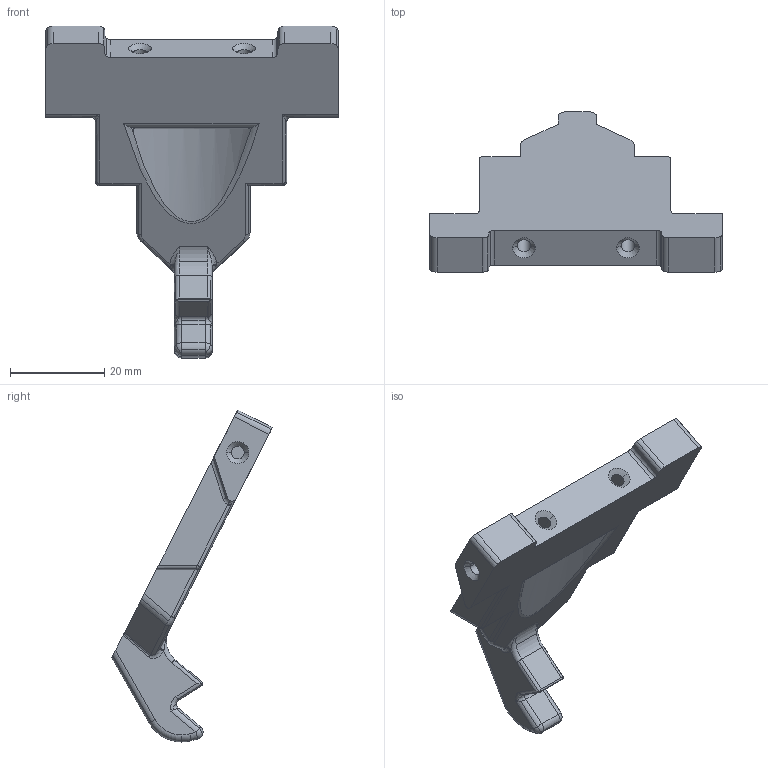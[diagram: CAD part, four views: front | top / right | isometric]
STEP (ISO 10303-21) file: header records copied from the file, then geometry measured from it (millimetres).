
FILE_DESCRIPTION(('STEP AP214'),'1');
FILE_NAME('Cube_lifter.stp','2024-01-30T08:37:51',(' '),(' '),'Spatial InterOp 3D',' ',' ');
FILE_SCHEMA(('AUTOMOTIVE_DESIGN { 1 0 10303 214 1 1 1 1 }'));
Length unit declared in the file: metre
Products named in the file (1): Cube_lifter
Bounding box: 62.02 x 34 x 70.29 mm (x, y, z)
Volume: 17358.1 mm3; surface area: 7152.9 mm2
Topology: 1 solids, 1 shells, 158 faces, 406 edges, 243 vertices
Faces by surface type: cylinder 87, plane 30, bspline 15, torus 10, sphere 8, cone 8
Entity records: 10187 total; most frequent: CARTESIAN_POINT 6332, DIRECTION 856, ORIENTED_EDGE 788, EDGE_CURVE 394, AXIS2_PLACEMENT_3D 347, VERTEX_POINT 243, EDGE_LOOP 163, LINE 162
